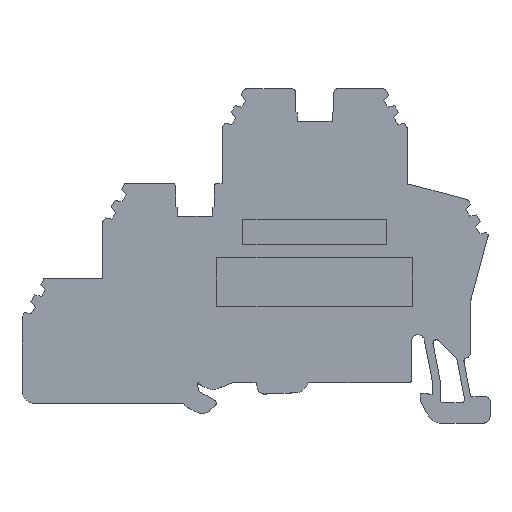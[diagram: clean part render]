
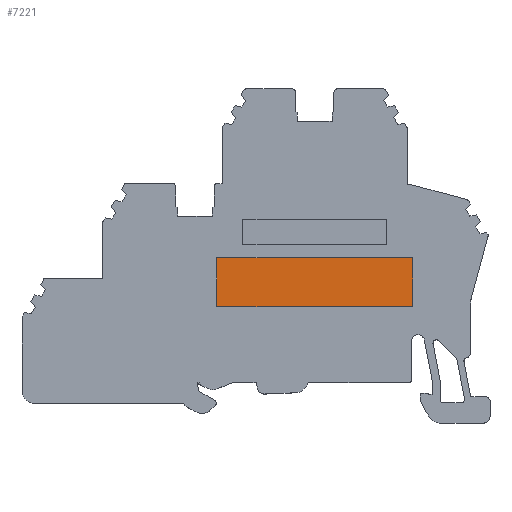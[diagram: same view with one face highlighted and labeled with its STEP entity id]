
A CAD part, top view. The second image highlights one B-rep face of the part: STEP entity #7221.
In plain terms, the highlighted planar face has unit normal (0, 0, 1).
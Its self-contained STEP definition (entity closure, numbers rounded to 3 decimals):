
#46 = LINE ( 'NONE', #5162, #3003 ) ;
#80 = EDGE_CURVE ( 'NONE', #6896, #3102, #822, .T. ) ;
#232 = EDGE_CURVE ( 'NONE', #3102, #3255, #3697, .T. ) ;
#290 = LINE ( 'NONE', #6952, #4776 ) ;
#424 = EDGE_CURVE ( 'NONE', #3255, #6688, #46, .T. ) ;
#443 = CARTESIAN_POINT ( 'NONE',  ( 373.299, -187.84, 5.95 ) ) ;
#749 = DIRECTION ( 'NONE',  ( 0., 1., 0. ) ) ;
#806 = DIRECTION ( 'NONE',  ( 1., 0., 0. ) ) ;
#822 = LINE ( 'NONE', #6440, #5290 ) ;
#842 = EDGE_CURVE ( 'NONE', #6688, #6896, #290, .T. ) ;
#2164 = EDGE_LOOP ( 'NONE', ( #6320, #6333, #6356, #6363 ) ) ;
#2391 = PLANE ( 'NONE',  #5703 ) ;
#3003 = VECTOR ( 'NONE', #4922, 1000. ) ;
#3024 = DIRECTION ( 'NONE',  ( 0., 0., -1. ) ) ;
#3102 = VERTEX_POINT ( 'NONE', #6302 ) ;
#3255 = VERTEX_POINT ( 'NONE', #4699 ) ;
#3697 = LINE ( 'NONE', #443, #6725 ) ;
#3778 = CARTESIAN_POINT ( 'NONE',  ( 343.299, -195.34, 5.95 ) ) ;
#4699 = CARTESIAN_POINT ( 'NONE',  ( 373.299, -187.84, 5.95 ) ) ;
#4776 = VECTOR ( 'NONE', #6959, 1000. ) ;
#4871 = CARTESIAN_POINT ( 'NONE',  ( 343.299, -187.84, 5.95 ) ) ;
#4922 = DIRECTION ( 'NONE',  ( -1., 0., 0. ) ) ;
#5162 = CARTESIAN_POINT ( 'NONE',  ( 343.299, -187.84, 5.95 ) ) ;
#5290 = VECTOR ( 'NONE', #806, 1000. ) ;
#5703 = AXIS2_PLACEMENT_3D ( 'NONE', #6471, #3024, #7028 ) ;
#6302 = CARTESIAN_POINT ( 'NONE',  ( 373.299, -195.34, 5.95 ) ) ;
#6320 = ORIENTED_EDGE ( 'NONE', *, *, #80, .T. ) ;
#6333 = ORIENTED_EDGE ( 'NONE', *, *, #232, .T. ) ;
#6356 = ORIENTED_EDGE ( 'NONE', *, *, #424, .T. ) ;
#6363 = ORIENTED_EDGE ( 'NONE', *, *, #842, .T. ) ;
#6440 = CARTESIAN_POINT ( 'NONE',  ( 373.299, -195.34, 5.95 ) ) ;
#6471 = CARTESIAN_POINT ( 'NONE',  ( 0., 0., 5.95 ) ) ;
#6688 = VERTEX_POINT ( 'NONE', #4871 ) ;
#6725 = VECTOR ( 'NONE', #749, 1000. ) ;
#6896 = VERTEX_POINT ( 'NONE', #3778 ) ;
#6952 = CARTESIAN_POINT ( 'NONE',  ( 343.299, -195.34, 5.95 ) ) ;
#6959 = DIRECTION ( 'NONE',  ( 0., -1., 0. ) ) ;
#7028 = DIRECTION ( 'NONE',  ( -1., 0., 0. ) ) ;
#7221 = ADVANCED_FACE ( 'NONE', ( #7452 ), #2391, .F. ) ;
#7452 = FACE_OUTER_BOUND ( 'NONE', #2164, .T. ) ;
